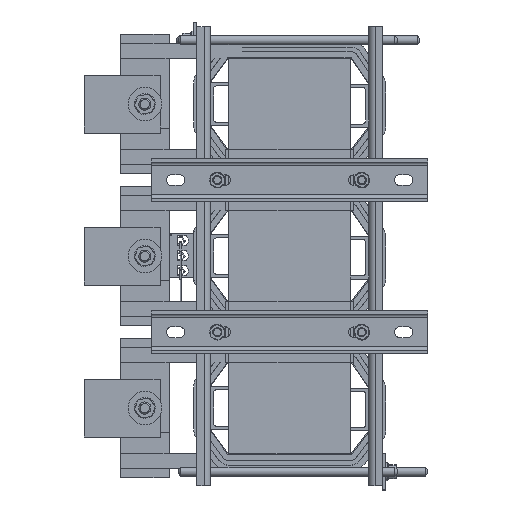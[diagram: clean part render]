
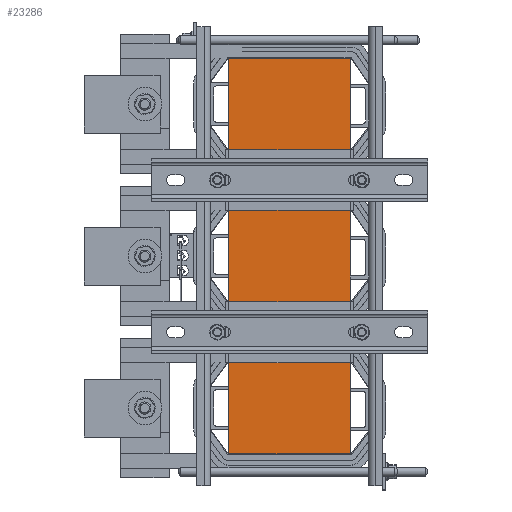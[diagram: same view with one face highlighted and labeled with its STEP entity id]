
A CAD part, left-side view. The second image highlights one B-rep face of the part: STEP entity #23286.
In plain terms, the highlighted planar face has unit normal (-1, 0, 0).
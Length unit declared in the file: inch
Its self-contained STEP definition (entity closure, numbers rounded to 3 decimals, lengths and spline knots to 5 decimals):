
#2406=FACE_OUTER_BOUND('',#3703,.T.);
#3703=EDGE_LOOP('',(#16532,#16533,#16534,#16535));
#5368=LINE('',#34258,#7736);
#5370=LINE('',#34263,#7738);
#5371=LINE('',#34264,#7739);
#5372=LINE('',#34265,#7740);
#7736=VECTOR('',#28104,0.3937);
#7738=VECTOR('',#28108,0.3937);
#7739=VECTOR('',#28109,0.3937);
#7740=VECTOR('',#28110,0.3937);
#10040=VERTEX_POINT('',#34255);
#10041=VERTEX_POINT('',#34257);
#10042=VERTEX_POINT('',#34261);
#10043=VERTEX_POINT('',#34262);
#12498=EDGE_CURVE('',#10041,#10040,#5368,.T.);
#12500=EDGE_CURVE('',#10042,#10043,#5370,.T.);
#12501=EDGE_CURVE('',#10043,#10041,#5371,.T.);
#12502=EDGE_CURVE('',#10042,#10040,#5372,.T.);
#16532=ORIENTED_EDGE('',*,*,#12500,.T.);
#16533=ORIENTED_EDGE('',*,*,#12501,.T.);
#16534=ORIENTED_EDGE('',*,*,#12498,.T.);
#16535=ORIENTED_EDGE('',*,*,#12502,.F.);
#22337=PLANE('',#25420);
#23286=ADVANCED_FACE('',(#2406),#22337,.T.);
#25420=AXIS2_PLACEMENT_3D('',#34260,#28106,#28107);
#28104=DIRECTION('',(0.,-1.,0.));
#28106=DIRECTION('center_axis',(-1.,0.,0.));
#28107=DIRECTION('ref_axis',(0.,0.,1.));
#28108=DIRECTION('',(0.,1.,0.));
#28109=DIRECTION('',(0.,0.,-1.));
#28110=DIRECTION('',(0.,0.,-1.));
#34255=CARTESIAN_POINT('',(-1.21835,-4.15155,-8.125));
#34257=CARTESIAN_POINT('',(-1.21835,0.84845,-8.125));
#34258=CARTESIAN_POINT('',(-1.21835,-4.15155,-8.125));
#34260=CARTESIAN_POINT('Origin',(-1.21835,-4.15155,0.));
#34261=CARTESIAN_POINT('',(-1.21835,-4.15155,8.125));
#34262=CARTESIAN_POINT('',(-1.21835,0.84845,8.125));
#34263=CARTESIAN_POINT('',(-1.21835,-4.15155,8.125));
#34264=CARTESIAN_POINT('',(-1.21835,0.84845,0.));
#34265=CARTESIAN_POINT('',(-1.21835,-4.15155,0.));
